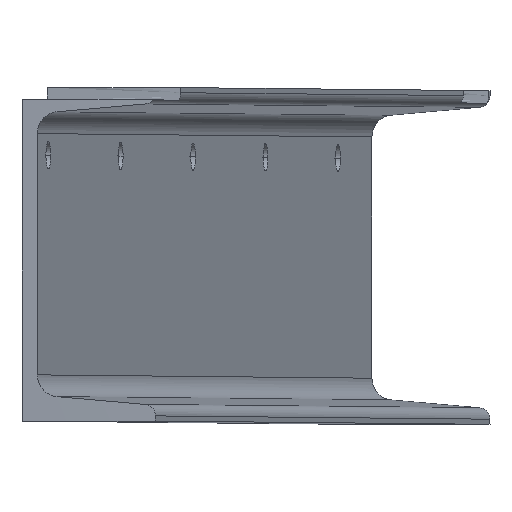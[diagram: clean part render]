
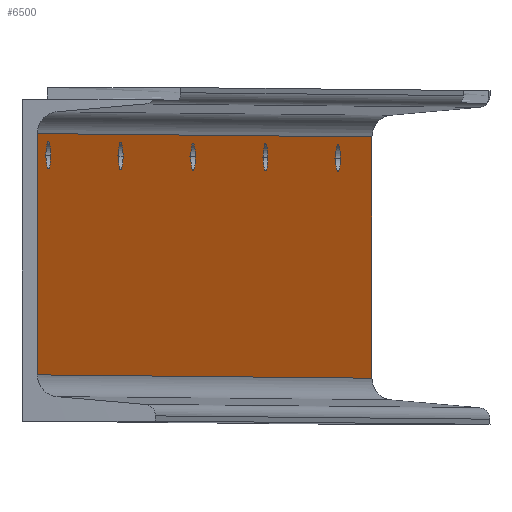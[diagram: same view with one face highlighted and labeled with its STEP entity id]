
A CAD part, top view. The second image highlights one B-rep face of the part: STEP entity #6500.
In plain terms, the highlighted face is planar.
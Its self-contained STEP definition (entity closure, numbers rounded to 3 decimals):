
#730=CARTESIAN_POINT('',(-25.,-47.848,0.));
#740=VERTEX_POINT('',#730);
#770=CARTESIAN_POINT('',(-25.,67.848,0.));
#780=DIRECTION('',(0.,-1.,0.));
#790=VECTOR('',#780,1.);
#800=LINE('',#770,#790);
#810=CARTESIAN_POINT('',(-25.,67.848,0.));
#820=VERTEX_POINT('',#810);
#830=EDGE_CURVE('',#820,#740,#800,.T.);
#2640=CARTESIAN_POINT('',(-25.,67.848,
923.858));
#2650=VERTEX_POINT('',#2640);
#2680=CARTESIAN_POINT('',(-25.,-47.848,
923.858));
#2690=DIRECTION('',(0.,1.,0.));
#2700=VECTOR('',#2690,1.);
#2710=LINE('',#2680,#2700);
#2720=CARTESIAN_POINT('',(-25.,-47.848,
923.858));
#2730=VERTEX_POINT('',#2720);
#2740=EDGE_CURVE('',#2730,#2650,#2710,.T.);
#5470=CARTESIAN_POINT('',(-25.,-47.848,0.));
#5480=DIRECTION('',(0.,0.,1.));
#5490=VECTOR('',#5480,1.);
#5500=LINE('',#5470,#5490);
#5510=EDGE_CURVE('',#740,#2730,#5500,.T.);
#5590=CARTESIAN_POINT('',(-25.,-57.469,0.));
#5600=DIRECTION('',(1.,0.,0.));
#5610=DIRECTION('',(0.,1.,0.));
#5620=AXIS2_PLACEMENT_3D('',#5590,#5600,#5610);
#5630=PLANE('',#5620);
#5640=CARTESIAN_POINT('',(-25.,67.848,923.856));
#5650=DIRECTION('',(0.,0.,-1.));
#5660=VECTOR('',#5650,1.);
#5670=LINE('',#5640,#5660);
#5680=EDGE_CURVE('',#2650,#820,#5670,.T.);
#5690=ORIENTED_EDGE('',*,*,#5680,.F.);
#5700=ORIENTED_EDGE('',*,*,#830,.F.);
#5710=ORIENTED_EDGE('',*,*,#5510,.F.);
#5720=ORIENTED_EDGE('',*,*,#2740,.F.);
#5730=EDGE_LOOP('',(#5720,#5710,#5700,#5690));
#5740=FACE_OUTER_BOUND('',#5730,.T.);
#5750=CARTESIAN_POINT('',(-25.,57.5,893.681));
#5760=DIRECTION('',(-1.,-0.,-0.));
#5770=DIRECTION('',(0.,0.,-1.));
#5780=AXIS2_PLACEMENT_3D('',#5750,#5760,#5770);
#5790=CIRCLE('',#5780,6.5);
#5800=CARTESIAN_POINT('',(-25.,57.5,900.181));
#5810=VERTEX_POINT('',#5800);
#5820=CARTESIAN_POINT('',(-25.,57.5,887.181));
#5830=VERTEX_POINT('',#5820);
#5840=EDGE_CURVE('',#5810,#5830,#5790,.T.);
#5850=ORIENTED_EDGE('',*,*,#5840,.T.);
#5860=EDGE_CURVE('',#5830,#5810,#5790,.T.);
#5870=ORIENTED_EDGE('',*,*,#5860,.T.);
#5880=EDGE_LOOP('',(#5870,#5850));
#5890=FACE_BOUND('',#5880,.T.);
#5900=CARTESIAN_POINT('',(-25.,57.5,693.681));
#5910=DIRECTION('',(-1.,0.,0.));
#5920=DIRECTION('',(0.,0.,1.));
#5930=AXIS2_PLACEMENT_3D('',#5900,#5910,#5920);
#5940=CIRCLE('',#5930,6.5);
#5950=CARTESIAN_POINT('',(-25.,57.5,687.181));
#5960=VERTEX_POINT('',#5950);
#5970=CARTESIAN_POINT('',(-25.,57.5,700.181));
#5980=VERTEX_POINT('',#5970);
#5990=EDGE_CURVE('',#5960,#5980,#5940,.T.);
#6000=ORIENTED_EDGE('',*,*,#5990,.T.);
#6010=EDGE_CURVE('',#5980,#5960,#5940,.T.);
#6020=ORIENTED_EDGE('',*,*,#6010,.T.);
#6030=EDGE_LOOP('',(#6020,#6000));
#6040=FACE_BOUND('',#6030,.T.);
#6050=CARTESIAN_POINT('',(-25.,57.5,493.681));
#6060=DIRECTION('',(-1.,0.,0.));
#6070=DIRECTION('',(0.,0.,1.));
#6080=AXIS2_PLACEMENT_3D('',#6050,#6060,#6070);
#6090=CIRCLE('',#6080,6.5);
#6100=CARTESIAN_POINT('',(-25.,57.5,500.181));
#6110=VERTEX_POINT('',#6100);
#6120=CARTESIAN_POINT('',(-25.,57.5,487.181));
#6130=VERTEX_POINT('',#6120);
#6140=EDGE_CURVE('',#6110,#6130,#6090,.T.);
#6150=ORIENTED_EDGE('',*,*,#6140,.T.);
#6160=EDGE_CURVE('',#6130,#6110,#6090,.T.);
#6170=ORIENTED_EDGE('',*,*,#6160,.T.);
#6180=EDGE_LOOP('',(#6170,#6150));
#6190=FACE_BOUND('',#6180,.T.);
#6200=CARTESIAN_POINT('',(-25.,57.5,293.681));
#6210=DIRECTION('',(-1.,0.,0.));
#6220=DIRECTION('',(0.,0.,1.));
#6230=AXIS2_PLACEMENT_3D('',#6200,#6210,#6220);
#6240=CIRCLE('',#6230,6.5);
#6250=CARTESIAN_POINT('',(-25.,57.5,300.181));
#6260=VERTEX_POINT('',#6250);
#6270=CARTESIAN_POINT('',(-25.,57.5,287.181));
#6280=VERTEX_POINT('',#6270);
#6290=EDGE_CURVE('',#6260,#6280,#6240,.T.);
#6300=ORIENTED_EDGE('',*,*,#6290,.T.);
#6310=EDGE_CURVE('',#6280,#6260,#6240,.T.);
#6320=ORIENTED_EDGE('',*,*,#6310,.T.);
#6330=EDGE_LOOP('',(#6320,#6300));
#6340=FACE_BOUND('',#6330,.T.);
#6350=CARTESIAN_POINT('',(-25.,57.5,93.681));
#6360=DIRECTION('',(-1.,0.,0.));
#6370=DIRECTION('',(0.,0.,1.));
#6380=AXIS2_PLACEMENT_3D('',#6350,#6360,#6370);
#6390=CIRCLE('',#6380,6.5);
#6400=CARTESIAN_POINT('',(-25.,57.5,87.181));
#6410=VERTEX_POINT('',#6400);
#6420=CARTESIAN_POINT('',(-25.,57.5,100.181));
#6430=VERTEX_POINT('',#6420);
#6440=EDGE_CURVE('',#6410,#6430,#6390,.T.);
#6450=ORIENTED_EDGE('',*,*,#6440,.T.);
#6460=EDGE_CURVE('',#6430,#6410,#6390,.T.);
#6470=ORIENTED_EDGE('',*,*,#6460,.T.);
#6480=EDGE_LOOP('',(#6470,#6450));
#6490=FACE_BOUND('',#6480,.T.);
#6500=ADVANCED_FACE('',(#5740,#5890,#6040,#6190,#6340,#6490),#5630,.T.);
